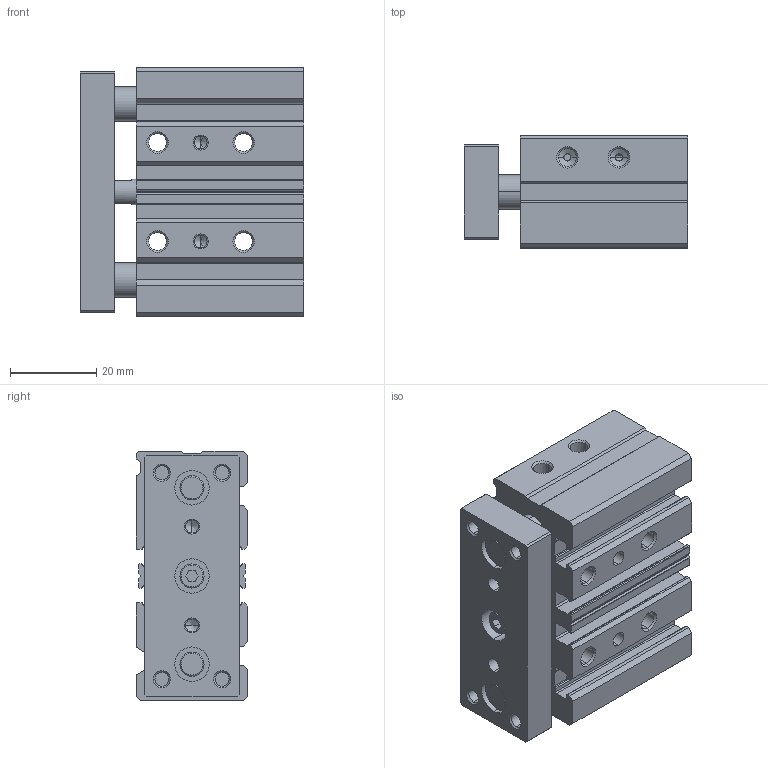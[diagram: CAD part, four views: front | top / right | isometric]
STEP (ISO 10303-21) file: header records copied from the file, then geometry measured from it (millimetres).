
FILE_DESCRIPTION (( 'STEP AP203' ), '1' );
FILE_NAME ('E12M010MD-M.step', '2021-03-08T15:52:30', ( '' ), ( '' ), 'SwSTEP 2.0', 'SolidWorks 2019', '' );
FILE_SCHEMA (( 'CONFIG_CONTROL_DESIGN' ));
Length unit declared in the file: millimetre
Products named in the file (3): E12M010MD-M; E12M010MD-M_ENDPLATE; E12M010MD-M_BODY
Assembly tree (2 placements, depth 2):
  E12M010MD-M
    E12M010MD-M_BODY
    E12M010MD-M_ENDPLATE
Bounding box: 52 x 26 x 58 mm (x, y, z)
Volume: 55971 mm3; surface area: 26695.3 mm2
Topology: 5 solids, 5 shells, 413 faces, 1041 edges, 649 vertices
Faces by surface type: cylinder 188, plane 137, cone 88
Entity records: 12714 total; most frequent: DIRECTION 2263, CARTESIAN_POINT 2228, ORIENTED_EDGE 2034, EDGE_CURVE 1017, AXIS2_PLACEMENT_3D 846, VERTEX_POINT 649, VECTOR 571, LINE 571
